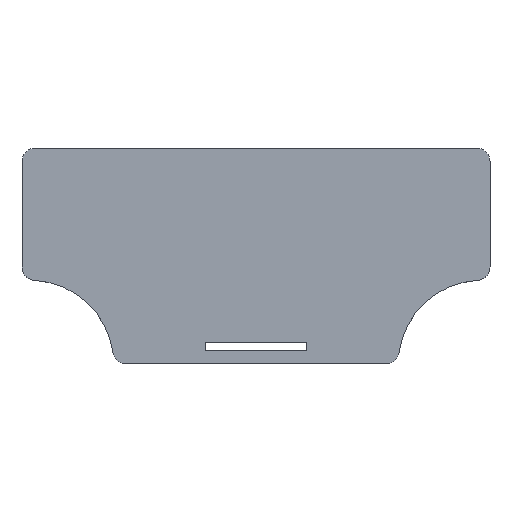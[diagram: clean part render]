
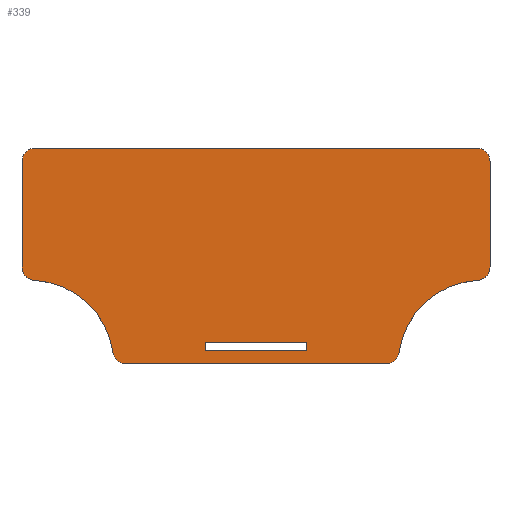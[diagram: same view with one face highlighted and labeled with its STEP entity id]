
A CAD part, top view. The second image highlights one B-rep face of the part: STEP entity #339.
In plain terms, the highlighted planar face has unit normal (0, 0, 1).
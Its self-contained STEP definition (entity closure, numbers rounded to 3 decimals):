
#16=FACE_BOUND('',#57,.T.);
#21=PLANE('',#385);
#37=FACE_OUTER_BOUND('',#56,.T.);
#56=EDGE_LOOP('',(#277,#278,#279,#280,#281,#282,#283,#284,#285,#286,#287,
#288));
#57=EDGE_LOOP('',(#289,#290,#291,#292));
#69=LINE('',#512,#101);
#80=LINE('',#552,#112);
#85=LINE('',#568,#117);
#86=LINE('',#573,#118);
#87=LINE('',#577,#119);
#88=LINE('',#579,#120);
#89=LINE('',#581,#121);
#90=LINE('',#582,#122);
#101=VECTOR('',#409,10.);
#112=VECTOR('',#446,10.);
#117=VECTOR('',#465,10.);
#118=VECTOR('',#470,10.);
#119=VECTOR('',#473,10.);
#120=VECTOR('',#474,10.);
#121=VECTOR('',#475,10.);
#122=VECTOR('',#476,10.);
#129=CIRCLE('',#362,5.);
#138=CIRCLE('',#374,5.);
#139=CIRCLE('',#376,31.);
#140=CIRCLE('',#379,5.);
#141=CIRCLE('',#381,31.);
#142=CIRCLE('',#383,5.);
#143=CIRCLE('',#386,5.);
#144=CIRCLE('',#387,5.);
#145=VERTEX_POINT('',#499);
#146=VERTEX_POINT('',#500);
#150=VERTEX_POINT('',#510);
#164=VERTEX_POINT('',#542);
#165=VERTEX_POINT('',#543);
#166=VERTEX_POINT('',#548);
#167=VERTEX_POINT('',#554);
#168=VERTEX_POINT('',#556);
#169=VERTEX_POINT('',#560);
#170=VERTEX_POINT('',#564);
#171=VERTEX_POINT('',#570);
#172=VERTEX_POINT('',#572);
#173=VERTEX_POINT('',#575);
#174=VERTEX_POINT('',#576);
#175=VERTEX_POINT('',#578);
#176=VERTEX_POINT('',#580);
#177=EDGE_CURVE('',#145,#146,#129,.T.);
#183=EDGE_CURVE('',#145,#150,#69,.T.);
#198=EDGE_CURVE('',#164,#165,#138,.T.);
#201=EDGE_CURVE('',#166,#165,#139,.T.);
#203=EDGE_CURVE('',#146,#164,#80,.T.);
#205=EDGE_CURVE('',#167,#168,#140,.T.);
#208=EDGE_CURVE('',#167,#169,#141,.T.);
#210=EDGE_CURVE('',#170,#150,#142,.T.);
#211=EDGE_CURVE('',#168,#170,#85,.T.);
#212=EDGE_CURVE('',#171,#169,#143,.T.);
#213=EDGE_CURVE('',#172,#171,#86,.T.);
#214=EDGE_CURVE('',#166,#172,#144,.T.);
#215=EDGE_CURVE('',#173,#174,#87,.T.);
#216=EDGE_CURVE('',#175,#174,#88,.T.);
#217=EDGE_CURVE('',#175,#176,#89,.T.);
#218=EDGE_CURVE('',#176,#173,#90,.T.);
#277=ORIENTED_EDGE('',*,*,#177,.F.);
#278=ORIENTED_EDGE('',*,*,#183,.T.);
#279=ORIENTED_EDGE('',*,*,#210,.F.);
#280=ORIENTED_EDGE('',*,*,#211,.F.);
#281=ORIENTED_EDGE('',*,*,#205,.F.);
#282=ORIENTED_EDGE('',*,*,#208,.T.);
#283=ORIENTED_EDGE('',*,*,#212,.F.);
#284=ORIENTED_EDGE('',*,*,#213,.F.);
#285=ORIENTED_EDGE('',*,*,#214,.F.);
#286=ORIENTED_EDGE('',*,*,#201,.T.);
#287=ORIENTED_EDGE('',*,*,#198,.F.);
#288=ORIENTED_EDGE('',*,*,#203,.F.);
#289=ORIENTED_EDGE('',*,*,#215,.T.);
#290=ORIENTED_EDGE('',*,*,#216,.F.);
#291=ORIENTED_EDGE('',*,*,#217,.T.);
#292=ORIENTED_EDGE('',*,*,#218,.T.);
#339=ADVANCED_FACE('',(#37,#16),#21,.T.);
#362=AXIS2_PLACEMENT_3D('',#501,#399,#400);
#374=AXIS2_PLACEMENT_3D('',#544,#435,#436);
#376=AXIS2_PLACEMENT_3D('',#549,#441,#442);
#379=AXIS2_PLACEMENT_3D('',#557,#450,#451);
#381=AXIS2_PLACEMENT_3D('',#562,#456,#457);
#383=AXIS2_PLACEMENT_3D('',#566,#461,#462);
#385=AXIS2_PLACEMENT_3D('',#569,#466,#467);
#386=AXIS2_PLACEMENT_3D('',#571,#468,#469);
#387=AXIS2_PLACEMENT_3D('',#574,#471,#472);
#399=DIRECTION('center_axis',(0.,0.,-1.));
#400=DIRECTION('ref_axis',(0.707,0.707,0.));
#409=DIRECTION('',(-1.,0.,0.));
#435=DIRECTION('center_axis',(0.,0.,-1.));
#436=DIRECTION('ref_axis',(-1.,0.,0.));
#441=DIRECTION('center_axis',(0.,0.,-1.));
#442=DIRECTION('ref_axis',(-1.,0.,0.));
#446=DIRECTION('',(0.,-1.,0.));
#450=DIRECTION('center_axis',(0.,0.,-1.));
#451=DIRECTION('ref_axis',(1.,0.,0.));
#456=DIRECTION('center_axis',(0.,0.,-1.));
#457=DIRECTION('ref_axis',(-1.,0.,0.));
#461=DIRECTION('center_axis',(0.,0.,-1.));
#462=DIRECTION('ref_axis',(-0.707,0.707,0.));
#465=DIRECTION('',(0.,1.,0.));
#466=DIRECTION('center_axis',(0.,0.,1.));
#467=DIRECTION('ref_axis',(1.,0.,0.));
#468=DIRECTION('center_axis',(0.,0.,-1.));
#469=DIRECTION('ref_axis',(-0.656,-0.755,0.));
#470=DIRECTION('',(-1.,0.,0.));
#471=DIRECTION('center_axis',(0.,0.,-1.));
#472=DIRECTION('ref_axis',(0.656,-0.755,0.));
#473=DIRECTION('',(0.,1.,0.));
#474=DIRECTION('',(-1.,0.,0.));
#475=DIRECTION('',(0.,-1.,0.));
#476=DIRECTION('',(-1.,0.,0.));
#499=CARTESIAN_POINT('',(160.46,13.,12.02));
#500=CARTESIAN_POINT('',(165.46,8.,12.02));
#501=CARTESIAN_POINT('Origin',(160.46,8.,12.02));
#510=CARTESIAN_POINT('',(-3.,13.,12.02));
#512=CARTESIAN_POINT('',(162.46,13.,12.02));
#542=CARTESIAN_POINT('',(165.46,-31.056,12.02));
#543=CARTESIAN_POINT('',(160.738,-36.048,12.02));
#544=CARTESIAN_POINT('Origin',(160.46,-31.056,12.02));
#548=CARTESIAN_POINT('',(131.76,-62.694,12.02));
#549=CARTESIAN_POINT('Origin',(162.46,-67.,12.02));
#552=CARTESIAN_POINT('',(165.46,-47.,12.02));
#554=CARTESIAN_POINT('',(-3.278,-36.048,12.02));
#556=CARTESIAN_POINT('',(-8.,-31.056,12.02));
#557=CARTESIAN_POINT('Origin',(-3.,-31.056,12.02));
#560=CARTESIAN_POINT('',(25.7,-62.694,12.02));
#562=CARTESIAN_POINT('Origin',(-5.,-67.,12.02));
#564=CARTESIAN_POINT('',(-8.,8.,12.02));
#566=CARTESIAN_POINT('Origin',(-3.,8.,12.02));
#568=CARTESIAN_POINT('',(-8.,13.,12.02));
#569=CARTESIAN_POINT('Origin',(78.73,-17.,12.02));
#570=CARTESIAN_POINT('',(30.651,-67.,12.02));
#571=CARTESIAN_POINT('Origin',(30.651,-62.,12.02));
#572=CARTESIAN_POINT('',(126.809,-67.,12.02));
#573=CARTESIAN_POINT('',(162.46,-67.,12.02));
#574=CARTESIAN_POINT('Origin',(126.809,-62.,12.02));
#575=CARTESIAN_POINT('',(60.,-62.,12.02));
#576=CARTESIAN_POINT('',(60.,-59.,12.02));
#577=CARTESIAN_POINT('',(60.,-34.5,12.02));
#578=CARTESIAN_POINT('',(97.46,-59.,12.02));
#579=CARTESIAN_POINT('',(88.095,-59.,12.02));
#580=CARTESIAN_POINT('',(97.46,-62.,12.02));
#581=CARTESIAN_POINT('',(97.46,-34.5,12.02));
#582=CARTESIAN_POINT('',(69.365,-62.,12.02));
